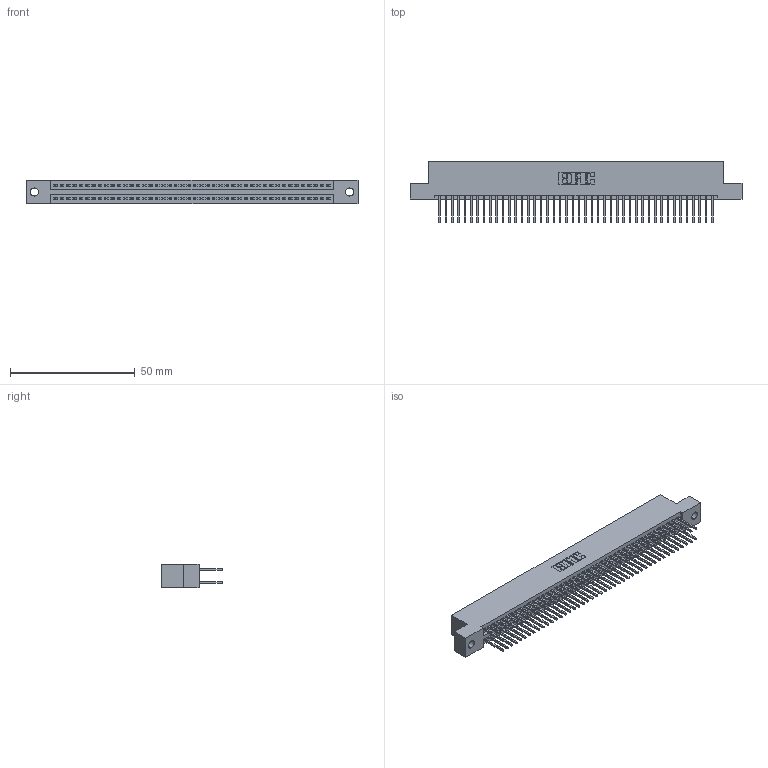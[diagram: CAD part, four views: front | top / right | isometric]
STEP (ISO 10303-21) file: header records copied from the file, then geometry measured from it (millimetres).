
FILE_DESCRIPTION (( 'STEP AP203' ), '1' );
FILE_NAME ('345-088-523-202.STEP', '2018-10-04T09:17:03', ( '' ), ( '' ), 'SwSTEP 2.0', 'SolidWorks 2016', '' );
FILE_SCHEMA (( 'CONFIG_CONTROL_DESIGN' ));
Length unit declared in the file: inch
Products named in the file (3): 345 Part_Flush Mounting Lugs - 0.128 Dia; 345-088-523-202; 345-292-001_345-293-123
Assembly tree (89 placements, depth 2):
  345-088-523-202
    345 Part_Flush Mounting Lugs - 0.128 Dia
    345-292-001_345-293-123  x88
Bounding box: 132.97 x 24.82 x 9.4 mm (x, y, z)
Volume: 13079 mm3; surface area: 19908 mm2
Topology: 89 solids, 89 shells, 4526 faces, 13453 edges, 8850 vertices
Faces by surface type: plane 2984, cylinder 1542
Entity records: 34275 total; most frequent: CARTESIAN_POINT 5744, ORIENTED_EDGE 5678, DIRECTION 5063, EDGE_CURVE 2839, LINE 2531, VECTOR 2531, VERTEX_POINT 1890, AXIS2_PLACEMENT_3D 1266
